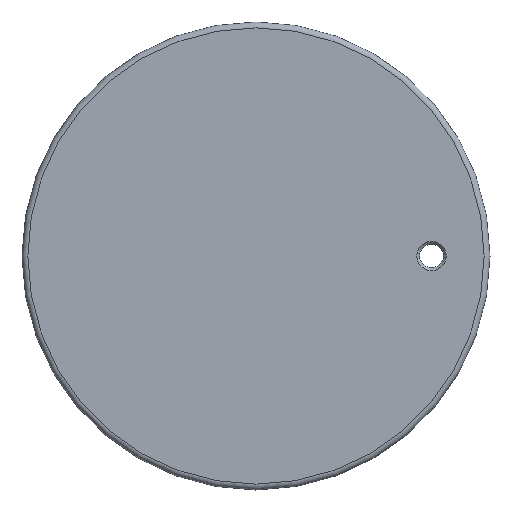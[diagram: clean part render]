
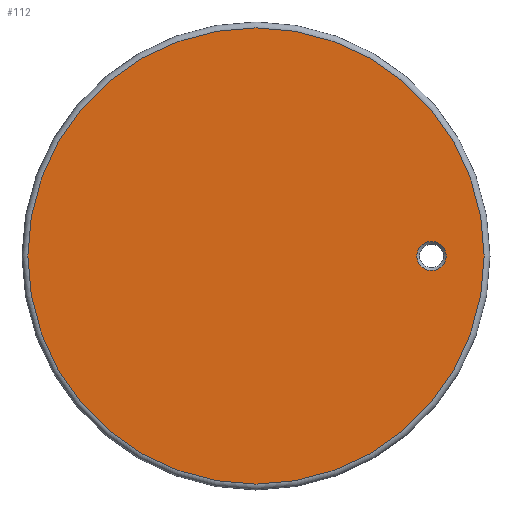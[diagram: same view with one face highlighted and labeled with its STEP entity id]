
A CAD part, left-side view. The second image highlights one B-rep face of the part: STEP entity #112.
In plain terms, the highlighted planar face has unit normal (-1, 0, 0).
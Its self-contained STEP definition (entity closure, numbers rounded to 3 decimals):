
#112=ADVANCED_FACE('',(#142,#133),#129,.T.);
#129=PLANE('',#294);
#133=FACE_OUTER_BOUND('',#171,.T.);
#142=FACE_BOUND('',#170,.T.);
#170=EDGE_LOOP('',(#204));
#171=EDGE_LOOP('',(#205));
#204=ORIENTED_EDGE('',*,*,#256,.T.);
#205=ORIENTED_EDGE('',*,*,#257,.T.);
#238=VERTEX_POINT('',#401);
#239=VERTEX_POINT('',#403);
#256=EDGE_CURVE('',#238,#238,#273,.T.);
#257=EDGE_CURVE('',#239,#239,#274,.T.);
#273=CIRCLE('',#292,2.5);
#274=CIRCLE('',#293,39.);
#292=AXIS2_PLACEMENT_3D('',#400,#332,#333);
#293=AXIS2_PLACEMENT_3D('',#402,#334,#335);
#294=AXIS2_PLACEMENT_3D('',#404,#336,#337);
#332=DIRECTION('',(1.,0.,0.));
#333=DIRECTION('',(0.,0.,1.));
#334=DIRECTION('',(-1.,0.,0.));
#335=DIRECTION('',(0.,0.,1.));
#336=DIRECTION('',(-1.,0.,0.));
#337=DIRECTION('',(0.,0.,1.));
#400=CARTESIAN_POINT('',(150.,40.,0.));
#401=CARTESIAN_POINT('',(150.,40.,2.5));
#402=CARTESIAN_POINT('',(150.,70.,0.));
#403=CARTESIAN_POINT('',(150.,70.,39.));
#404=CARTESIAN_POINT('',(150.,70.,0.));
